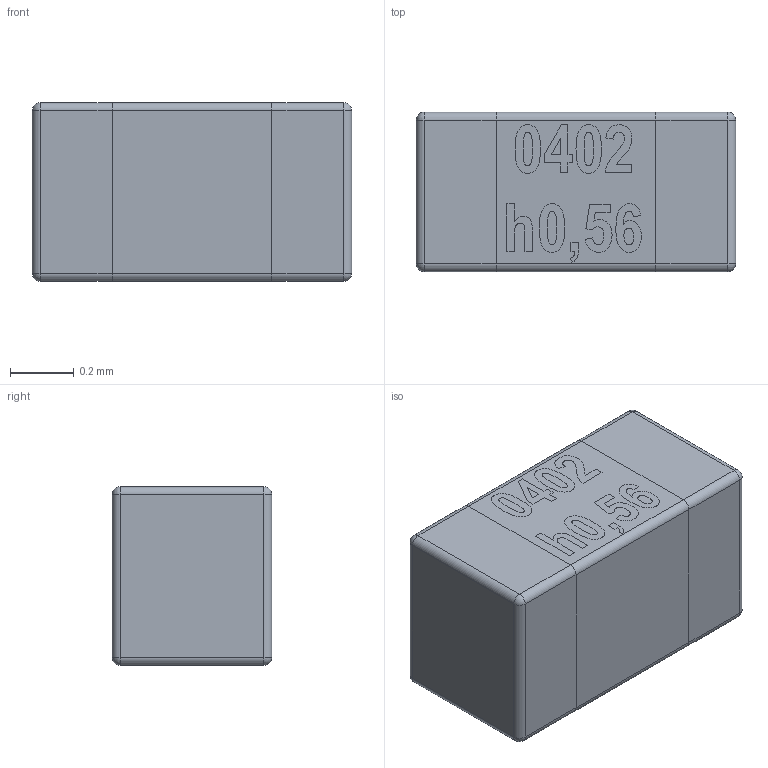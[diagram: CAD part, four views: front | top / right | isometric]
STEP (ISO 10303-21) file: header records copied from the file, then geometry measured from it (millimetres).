
FILE_DESCRIPTION (( 'STEP AP214' ), '1' );
FILE_NAME ('c_0402-h0.56.STEP', '2024-11-21T18:15:09', ( '' ), ( '' ), 'SwSTEP 2.0', 'SolidWorks 2021', '' );
FILE_SCHEMA (( 'AUTOMOTIVE_DESIGN' ));
Length unit declared in the file: millimetre
Products named in the file (1): c_0402-h0.56
Bounding box: 1 x 0.5 x 0.56 mm (x, y, z)
Volume: 0.3 mm3; surface area: 3.7 mm2
Topology: 3 solids, 3 shells, 60 faces, 206 edges, 158 vertices
Faces by surface type: plane 32, cylinder 20, sphere 8
Entity records: 3564 total; most frequent: CARTESIAN_POINT 1393, ORIENTED_EDGE 396, DIRECTION 297, EDGE_CURVE 198, VERTEX_POINT 158, AXIS2_PLACEMENT_3D 101, LINE 95, VECTOR 95
